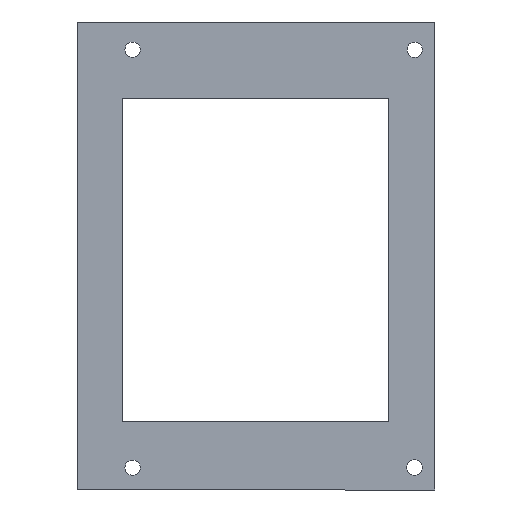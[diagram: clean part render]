
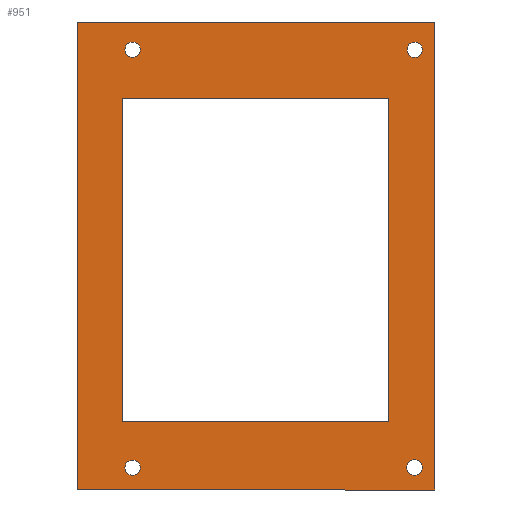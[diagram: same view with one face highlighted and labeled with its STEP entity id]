
A CAD part, left-side view. The second image highlights one B-rep face of the part: STEP entity #951.
In plain terms, the highlighted planar face has unit normal (-1, 0, 0).
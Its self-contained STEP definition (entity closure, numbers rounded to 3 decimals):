
#2 = CARTESIAN_POINT ( 'NONE',  ( 0., -116.172, 115.168 ) ) ;
#15 = LINE ( 'NONE', #82, #286 ) ;
#52 = AXIS2_PLACEMENT_3D ( 'NONE', #572, #219, #163 ) ;
#56 = CIRCLE ( 'NONE', #577, 1.582 ) ;
#71 = AXIS2_PLACEMENT_3D ( 'NONE', #607, #751, #882 ) ;
#72 = VERTEX_POINT ( 'NONE', #645 ) ;
#74 = LINE ( 'NONE', #2, #779 ) ;
#82 = CARTESIAN_POINT ( 'NONE',  ( 0., -51.856, 99.46 ) ) ;
#84 = FACE_BOUND ( 'NONE', #365, .T. ) ;
#91 = EDGE_LOOP ( 'NONE', ( #547, #676 ) ) ;
#94 = EDGE_CURVE ( 'NONE', #129, #548, #870, .T. ) ;
#96 = CARTESIAN_POINT ( 'NONE',  ( 0., 0., 0. ) ) ;
#114 = LINE ( 'NONE', #317, #546 ) ;
#119 = ORIENTED_EDGE ( 'NONE', *, *, #693, .T. ) ;
#126 = CARTESIAN_POINT ( 'NONE',  ( 0., -42.645, 115.168 ) ) ;
#127 = VERTEX_POINT ( 'NONE', #359 ) ;
#129 = VERTEX_POINT ( 'NONE', #507 ) ;
#132 = EDGE_CURVE ( 'NONE', #72, #704, #56, .T. ) ;
#135 = VECTOR ( 'NONE', #353, 1000. ) ;
#141 = EDGE_CURVE ( 'NONE', #250, #127, #862, .T. ) ;
#153 = DIRECTION ( 'NONE',  ( 1., 0., 0. ) ) ;
#161 = DIRECTION ( 'NONE',  ( 0., 0., -1. ) ) ;
#163 = DIRECTION ( 'NONE',  ( 0., 0., -1. ) ) ;
#167 = VECTOR ( 'NONE', #721, 1000. ) ;
#173 = ORIENTED_EDGE ( 'NONE', *, *, #703, .T. ) ;
#194 = EDGE_CURVE ( 'NONE', #897, #803, #495, .T. ) ;
#195 = ORIENTED_EDGE ( 'NONE', *, *, #601, .F. ) ;
#205 = EDGE_CURVE ( 'NONE', #909, #250, #74, .T. ) ;
#210 = AXIS2_PLACEMENT_3D ( 'NONE', #652, #935, #347 ) ;
#212 = EDGE_CURVE ( 'NONE', #803, #356, #15, .T. ) ;
#215 = DIRECTION ( 'NONE',  ( 0., 0., -1. ) ) ;
#219 = DIRECTION ( 'NONE',  ( 1., 0., 0. ) ) ;
#250 = VERTEX_POINT ( 'NONE', #295 ) ;
#252 = ORIENTED_EDGE ( 'NONE', *, *, #814, .T. ) ;
#264 = CARTESIAN_POINT ( 'NONE',  ( 0., -112.026, 21.914 ) ) ;
#266 = AXIS2_PLACEMENT_3D ( 'NONE', #339, #626, #843 ) ;
#267 = EDGE_CURVE ( 'NONE', #525, #780, #900, .T. ) ;
#286 = VECTOR ( 'NONE', #449, 1000. ) ;
#287 = DIRECTION ( 'NONE',  ( 0., 0., -1. ) ) ;
#289 = DIRECTION ( 'NONE',  ( 0., 0., -1. ) ) ;
#290 = VERTEX_POINT ( 'NONE', #667 ) ;
#292 = CARTESIAN_POINT ( 'NONE',  ( 0., -54.026, 23.44 ) ) ;
#293 = EDGE_LOOP ( 'NONE', ( #686, #252 ) ) ;
#295 = CARTESIAN_POINT ( 'NONE',  ( 0., -116.172, 18.867 ) ) ;
#306 = VERTEX_POINT ( 'NONE', #458 ) ;
#308 = CARTESIAN_POINT ( 'NONE',  ( 0., -54.026, 25.022 ) ) ;
#317 = CARTESIAN_POINT ( 'NONE',  ( 0., -42.645, 115.168 ) ) ;
#325 = EDGE_LOOP ( 'NONE', ( #428, #119 ) ) ;
#332 = CIRCLE ( 'NONE', #210, 1.582 ) ;
#338 = DIRECTION ( 'NONE',  ( 0., 0., -1. ) ) ;
#339 = CARTESIAN_POINT ( 'NONE',  ( 0., -112.07, 109.441 ) ) ;
#347 = DIRECTION ( 'NONE',  ( 0., 0., -1. ) ) ;
#348 = CIRCLE ( 'NONE', #52, 1.582 ) ;
#353 = DIRECTION ( 'NONE',  ( 0., -1., 0. ) ) ;
#356 = VERTEX_POINT ( 'NONE', #689 ) ;
#359 = CARTESIAN_POINT ( 'NONE',  ( 0., -42.645, 18.867 ) ) ;
#364 = CARTESIAN_POINT ( 'NONE',  ( 0., -42.645, 18.867 ) ) ;
#365 = EDGE_LOOP ( 'NONE', ( #908, #912, #173, #571 ) ) ;
#404 = ORIENTED_EDGE ( 'NONE', *, *, #205, .F. ) ;
#408 = EDGE_CURVE ( 'NONE', #704, #72, #513, .T. ) ;
#411 = EDGE_LOOP ( 'NONE', ( #723, #195, #585, #404 ) ) ;
#413 = AXIS2_PLACEMENT_3D ( 'NONE', #765, #692, #338 ) ;
#427 = CIRCLE ( 'NONE', #413, 1.582 ) ;
#428 = ORIENTED_EDGE ( 'NONE', *, *, #823, .T. ) ;
#435 = CARTESIAN_POINT ( 'NONE',  ( 0., -51.856, 32.879 ) ) ;
#439 = LINE ( 'NONE', #644, #135 ) ;
#449 = DIRECTION ( 'NONE',  ( 0., 0., 1. ) ) ;
#450 = CARTESIAN_POINT ( 'NONE',  ( 0., -116.172, 115.168 ) ) ;
#458 = CARTESIAN_POINT ( 'NONE',  ( 0., -112.026, 25.077 ) ) ;
#460 = VERTEX_POINT ( 'NONE', #126 ) ;
#473 = AXIS2_PLACEMENT_3D ( 'NONE', #292, #491, #215 ) ;
#483 = VECTOR ( 'NONE', #536, 1000. ) ;
#491 = DIRECTION ( 'NONE',  ( 1., 0., 0. ) ) ;
#495 = LINE ( 'NONE', #435, #167 ) ;
#501 = CARTESIAN_POINT ( 'NONE',  ( 0., -54.012, 107.875 ) ) ;
#507 = CARTESIAN_POINT ( 'NONE',  ( 0., -54.026, 21.859 ) ) ;
#508 = EDGE_CURVE ( 'NONE', #356, #290, #439, .T. ) ;
#512 = FACE_BOUND ( 'NONE', #91, .T. ) ;
#513 = CIRCLE ( 'NONE', #266, 1.582 ) ;
#525 = VERTEX_POINT ( 'NONE', #636 ) ;
#534 = EDGE_CURVE ( 'NONE', #548, #129, #348, .T. ) ;
#536 = DIRECTION ( 'NONE',  ( 0., 0., -1. ) ) ;
#546 = VECTOR ( 'NONE', #906, 1000. ) ;
#547 = ORIENTED_EDGE ( 'NONE', *, *, #534, .T. ) ;
#548 = VERTEX_POINT ( 'NONE', #308 ) ;
#571 = ORIENTED_EDGE ( 'NONE', *, *, #194, .T. ) ;
#572 = CARTESIAN_POINT ( 'NONE',  ( 0., -54.026, 23.44 ) ) ;
#574 = CARTESIAN_POINT ( 'NONE',  ( 0., -112.07, 109.441 ) ) ;
#577 = AXIS2_PLACEMENT_3D ( 'NONE', #574, #153, #287 ) ;
#585 = ORIENTED_EDGE ( 'NONE', *, *, #141, .F. ) ;
#586 = LINE ( 'NONE', #819, #824 ) ;
#592 = VECTOR ( 'NONE', #930, 1000. ) ;
#598 = CARTESIAN_POINT ( 'NONE',  ( 0., -106.598, 32.879 ) ) ;
#601 = EDGE_CURVE ( 'NONE', #127, #460, #586, .T. ) ;
#607 = CARTESIAN_POINT ( 'NONE',  ( 0., -54.012, 109.456 ) ) ;
#626 = DIRECTION ( 'NONE',  ( 1., 0., 0. ) ) ;
#636 = CARTESIAN_POINT ( 'NONE',  ( 0., -54.012, 111.038 ) ) ;
#644 = CARTESIAN_POINT ( 'NONE',  ( 0., -51.856, 99.46 ) ) ;
#645 = CARTESIAN_POINT ( 'NONE',  ( 0., -112.07, 107.859 ) ) ;
#652 = CARTESIAN_POINT ( 'NONE',  ( 0., -112.026, 23.496 ) ) ;
#667 = CARTESIAN_POINT ( 'NONE',  ( 0., -106.598, 99.46 ) ) ;
#676 = ORIENTED_EDGE ( 'NONE', *, *, #94, .T. ) ;
#678 = CARTESIAN_POINT ( 'NONE',  ( 0., -112.07, 111.022 ) ) ;
#679 = AXIS2_PLACEMENT_3D ( 'NONE', #940, #869, #289 ) ;
#686 = ORIENTED_EDGE ( 'NONE', *, *, #267, .T. ) ;
#689 = CARTESIAN_POINT ( 'NONE',  ( 0., -51.856, 99.46 ) ) ;
#692 = DIRECTION ( 'NONE',  ( 1., 0., 0. ) ) ;
#693 = EDGE_CURVE ( 'NONE', #835, #306, #427, .T. ) ;
#696 = AXIS2_PLACEMENT_3D ( 'NONE', #96, #746, #950 ) ;
#703 = EDGE_CURVE ( 'NONE', #290, #897, #842, .T. ) ;
#704 = VERTEX_POINT ( 'NONE', #678 ) ;
#718 = EDGE_CURVE ( 'NONE', #460, #909, #114, .T. ) ;
#721 = DIRECTION ( 'NONE',  ( 0., 1., 0. ) ) ;
#723 = ORIENTED_EDGE ( 'NONE', *, *, #718, .F. ) ;
#735 = FACE_BOUND ( 'NONE', #293, .T. ) ;
#739 = FACE_BOUND ( 'NONE', #325, .T. ) ;
#746 = DIRECTION ( 'NONE',  ( 1., 0., 0. ) ) ;
#751 = DIRECTION ( 'NONE',  ( 1., 0., 0. ) ) ;
#757 = EDGE_LOOP ( 'NONE', ( #834, #923 ) ) ;
#765 = CARTESIAN_POINT ( 'NONE',  ( 0., -112.026, 23.496 ) ) ;
#779 = VECTOR ( 'NONE', #161, 1000. ) ;
#780 = VERTEX_POINT ( 'NONE', #501 ) ;
#803 = VERTEX_POINT ( 'NONE', #859 ) ;
#807 = PLANE ( 'NONE',  #696 ) ;
#809 = CIRCLE ( 'NONE', #679, 1.582 ) ;
#814 = EDGE_CURVE ( 'NONE', #780, #525, #809, .T. ) ;
#819 = CARTESIAN_POINT ( 'NONE',  ( 0., -42.645, 115.168 ) ) ;
#821 = FACE_BOUND ( 'NONE', #757, .T. ) ;
#823 = EDGE_CURVE ( 'NONE', #306, #835, #332, .T. ) ;
#824 = VECTOR ( 'NONE', #881, 1000. ) ;
#834 = ORIENTED_EDGE ( 'NONE', *, *, #408, .T. ) ;
#835 = VERTEX_POINT ( 'NONE', #264 ) ;
#837 = CARTESIAN_POINT ( 'NONE',  ( 0., -106.598, 99.46 ) ) ;
#842 = LINE ( 'NONE', #837, #483 ) ;
#843 = DIRECTION ( 'NONE',  ( 0., 0., -1. ) ) ;
#859 = CARTESIAN_POINT ( 'NONE',  ( 0., -51.856, 32.879 ) ) ;
#862 = LINE ( 'NONE', #364, #592 ) ;
#869 = DIRECTION ( 'NONE',  ( 1., 0., 0. ) ) ;
#870 = CIRCLE ( 'NONE', #473, 1.582 ) ;
#878 = FACE_OUTER_BOUND ( 'NONE', #411, .T. ) ;
#881 = DIRECTION ( 'NONE',  ( 0., 0., 1. ) ) ;
#882 = DIRECTION ( 'NONE',  ( 0., 0., -1. ) ) ;
#897 = VERTEX_POINT ( 'NONE', #598 ) ;
#900 = CIRCLE ( 'NONE', #71, 1.582 ) ;
#906 = DIRECTION ( 'NONE',  ( 0., -1., 0. ) ) ;
#908 = ORIENTED_EDGE ( 'NONE', *, *, #212, .T. ) ;
#909 = VERTEX_POINT ( 'NONE', #450 ) ;
#912 = ORIENTED_EDGE ( 'NONE', *, *, #508, .T. ) ;
#923 = ORIENTED_EDGE ( 'NONE', *, *, #132, .T. ) ;
#930 = DIRECTION ( 'NONE',  ( 0., 1., 0. ) ) ;
#935 = DIRECTION ( 'NONE',  ( 1., 0., 0. ) ) ;
#940 = CARTESIAN_POINT ( 'NONE',  ( 0., -54.012, 109.456 ) ) ;
#950 = DIRECTION ( 'NONE',  ( 0., 0., -1. ) ) ;
#951 = ADVANCED_FACE ( 'NONE', ( #84, #735, #512, #739, #821, #878 ), #807, .F. ) ;
